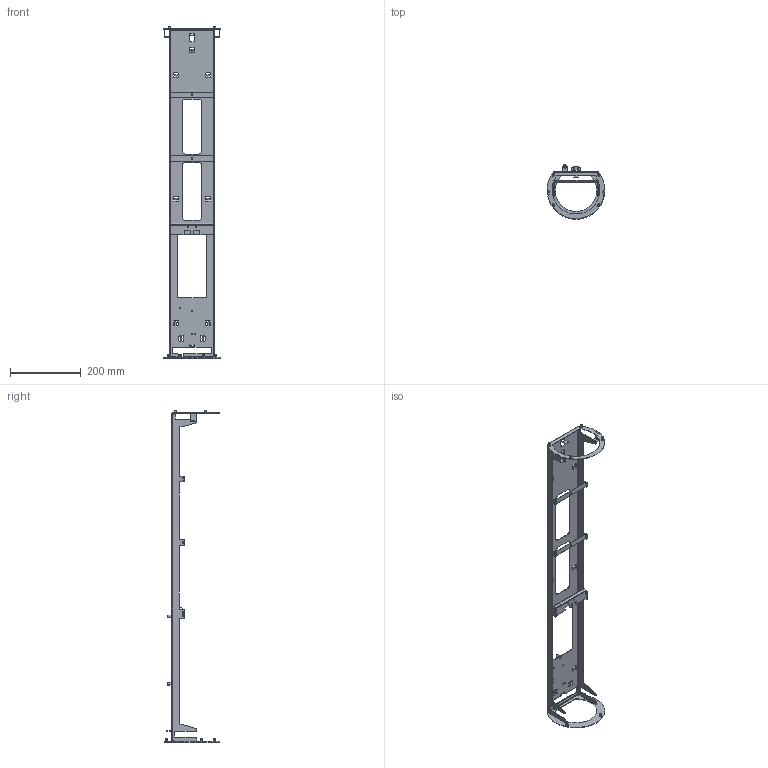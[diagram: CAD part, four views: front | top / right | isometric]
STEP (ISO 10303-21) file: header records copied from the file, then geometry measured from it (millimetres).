
FILE_DESCRIPTION(('CATIA V5 STEP Exchange'),'2;1');
FILE_NAME('AT10-15-100_BG_Haupttraegerblech.stp','2020-12-17T19:56:21+00:00',('none'),('none'),'CATIA Version 5 Release 19 SP 9 (IN-10)','CATIA V5 STEP AP214','none');
FILE_SCHEMA(('AUTOMOTIVE_DESIGN { 1 0 10303 214 1 1 1 1 }'));
Length unit declared in the file: millimetre
Products named in the file (8): AT10-15-100_BG_Haupttraegerblech; AT10-15-100-1_Haupttraegerblech; AT10-15-100-2_Halteblech_Lampenfassung; AT10-15-100-3_Halteblech_Lampenhalter; AT10-15-100-4_Blechwinkel_oben; SOYER_B10440_M6x12; SOYER_B10300_M4x8; KVT_M4-20_HEXTSN_ST
Assembly tree (16 placements, depth 2):
  AT10-15-100_BG_Haupttraegerblech
    AT10-15-100-1_Haupttraegerblech
    AT10-15-100-2_Halteblech_Lampenfassung
    AT10-15-100-3_Halteblech_Lampenhalter  x2
    AT10-15-100-4_Blechwinkel_oben  x2
    SOYER_B10440_M6x12  x2
    SOYER_B10300_M4x8  x4
    KVT_M4-20_HEXTSN_ST  x4
Bounding box: 162.97 x 154.79 x 940 mm (x, y, z)
Volume: 218477.9 mm3; surface area: 304961.7 mm2
Topology: 16 solids, 16 shells, 1008 faces, 2776 edges, 1806 vertices
Faces by surface type: plane 625, cylinder 319, torus 32, cone 28, bspline 4
Entity records: 24482 total; most frequent: CARTESIAN_POINT 4579, ORIENTED_EDGE 4188, DIRECTION 3516, EDGE_CURVE 2094, VECTOR 1538, LINE 1538, VERTEX_POINT 1366, AXIS2_PLACEMENT_3D 1250
